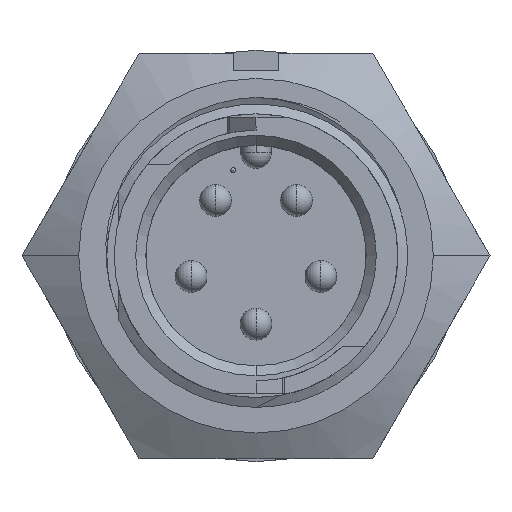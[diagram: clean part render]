
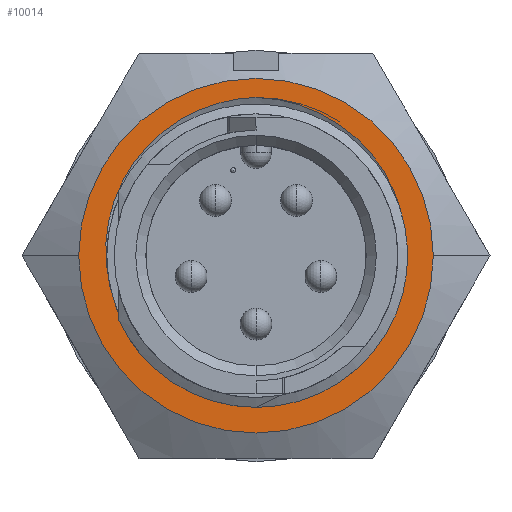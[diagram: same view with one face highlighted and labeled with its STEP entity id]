
A CAD part, top view. The second image highlights one B-rep face of the part: STEP entity #10014.
In plain terms, the highlighted planar face has unit normal (0, 0, 1).
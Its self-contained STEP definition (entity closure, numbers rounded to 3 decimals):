
#53 = DIRECTION ( 'NONE',  ( 0., 0., 1. ) ) ;
#120 = CARTESIAN_POINT ( 'NONE',  ( 3.795, 6.845, -6.259 ) ) ;
#160 = DIRECTION ( 'NONE',  ( 1., 0., 0. ) ) ;
#172 = CARTESIAN_POINT ( 'NONE',  ( 7.532, -0.351, -6.259 ) ) ;
#394 = VERTEX_POINT ( 'NONE', #4436 ) ;
#433 = CARTESIAN_POINT ( 'NONE',  ( -5.866, -10.16, -6.259 ) ) ;
#546 = FACE_BOUND ( 'NONE', #9652, .T. ) ;
#969 = CARTESIAN_POINT ( 'NONE',  ( -6.555, 4.03, -6.259 ) ) ;
#1067 = CARTESIAN_POINT ( 'NONE',  ( 7.466, -0.913, -6.259 ) ) ;
#1080 = CARTESIAN_POINT ( 'NONE',  ( -1.142, 7.839, -6.259 ) ) ;
#1179 = EDGE_CURVE ( 'NONE', #7537, #9897, #8939, .T. ) ;
#1183 = CARTESIAN_POINT ( 'NONE',  ( 5.145, 5.822, -6.259 ) ) ;
#1188 = AXIS2_PLACEMENT_3D ( 'NONE', #3867, #7688, #10357 ) ;
#1350 = AXIS2_PLACEMENT_3D ( 'NONE', #433, #5074, #2271 ) ;
#1375 = CIRCLE ( 'NONE', #1188, 8.89 ) ;
#1504 = EDGE_CURVE ( 'NONE', #7609, #3340, #3028, .T. ) ;
#1655 = CARTESIAN_POINT ( 'NONE',  ( 7.334, -1.47, -6.259 ) ) ;
#1704 = AXIS2_PLACEMENT_3D ( 'NONE', #2834, #53, #160 ) ;
#1853 = CARTESIAN_POINT ( 'NONE',  ( -7.225, 2.475, -6.259 ) ) ;
#1957 = CARTESIAN_POINT ( 'NONE',  ( 2.242, 7.558, -6.259 ) ) ;
#2027 = CARTESIAN_POINT ( 'NONE',  ( -7.517, -0.343, -6.259 ) ) ;
#2131 = CARTESIAN_POINT ( 'NONE',  ( 6.255, 4.516, -6.259 ) ) ;
#2271 = DIRECTION ( 'NONE',  ( -1., 0., 0. ) ) ;
#2518 = CARTESIAN_POINT ( 'NONE',  ( 0.57, 7.904, -6.259 ) ) ;
#2834 = CARTESIAN_POINT ( 'NONE',  ( 0., 0., -6.259 ) ) ;
#2937 = EDGE_CURVE ( 'NONE', #394, #3340, #10817, .T. ) ;
#2956 = CARTESIAN_POINT ( 'NONE',  ( 4.269, 6.536, -6.259 ) ) ;
#3014 = CARTESIAN_POINT ( 'NONE',  ( 5.55, 5.413, -6.259 ) ) ;
#3028 = CIRCLE ( 'NONE', #1704, 7.48 ) ;
#3082 = CARTESIAN_POINT ( 'NONE',  ( 1.136, 7.824, -6.259 ) ) ;
#3340 = VERTEX_POINT ( 'NONE', #1655 ) ;
#3406 = CARTESIAN_POINT ( 'NONE',  ( 0., 7.938, -6.259 ) ) ;
#3517 = ORIENTED_EDGE ( 'NONE', *, *, #1504, .F. ) ;
#3806 = CARTESIAN_POINT ( 'NONE',  ( 2.774, 7.36, -6.259 ) ) ;
#3867 = CARTESIAN_POINT ( 'NONE',  ( 0., 0., -6.259 ) ) ;
#3879 = CARTESIAN_POINT ( 'NONE',  ( -2.787, 7.354, -6.259 ) ) ;
#4070 = PLANE ( 'NONE',  #1350 ) ;
#4249 = CARTESIAN_POINT ( 'NONE',  ( 0.286, 7.929, -6.259 ) ) ;
#4260 = ORIENTED_EDGE ( 'NONE', *, *, #10543, .T. ) ;
#4436 = CARTESIAN_POINT ( 'NONE',  ( 0., 7.938, -6.259 ) ) ;
#4492 = ORIENTED_EDGE ( 'NONE', *, *, #7279, .F. ) ;
#4659 = CARTESIAN_POINT ( 'NONE',  ( -5.156, 5.813, -6.259 ) ) ;
#4828 = CARTESIAN_POINT ( 'NONE',  ( -7.334, -1.47, -6.259 ) ) ;
#5074 = DIRECTION ( 'NONE',  ( 0., 0., -1. ) ) ;
#5106 = CARTESIAN_POINT ( 'NONE',  ( 8.89, 0., -6.259 ) ) ;
#5486 = CARTESIAN_POINT ( 'NONE',  ( -7.04, 3.009, -6.259 ) ) ;
#5551 = CARTESIAN_POINT ( 'NONE',  ( -6.251, 4.521, -6.259 ) ) ;
#5591 = CARTESIAN_POINT ( 'NONE',  ( 7.475, 1.355, -6.259 ) ) ;
#5722 = CARTESIAN_POINT ( 'NONE',  ( -7.45, -0.91, -6.259 ) ) ;
#5770 = CARTESIAN_POINT ( 'NONE',  ( 6.557, 4.028, -6.259 ) ) ;
#6001 = CARTESIAN_POINT ( 'NONE',  ( -7.334, -1.47, -6.259 ) ) ;
#6113 = ORIENTED_EDGE ( 'NONE', *, *, #1179, .F. ) ;
#6457 = CARTESIAN_POINT ( 'NONE',  ( -8.89, 0., -6.259 ) ) ;
#6499 = CARTESIAN_POINT ( 'NONE',  ( -3.795, 6.844, -6.259 ) ) ;
#6615 = CARTESIAN_POINT ( 'NONE',  ( 0., 7.938, -6.259 ) ) ;
#6721 = EDGE_LOOP ( 'NONE', ( #4492, #6113 ) ) ;
#6846 = AXIS2_PLACEMENT_3D ( 'NONE', #11758, #11640, #7222 ) ;
#7222 = DIRECTION ( 'NONE',  ( -1., 0., 0. ) ) ;
#7279 = EDGE_CURVE ( 'NONE', #9897, #7537, #1375, .T. ) ;
#7402 = CARTESIAN_POINT ( 'NONE',  ( -0.572, 7.92, -6.259 ) ) ;
#7521 = CARTESIAN_POINT ( 'NONE',  ( -2.248, 7.557, -6.259 ) ) ;
#7537 = VERTEX_POINT ( 'NONE', #5106 ) ;
#7609 = VERTEX_POINT ( 'NONE', #6001 ) ;
#7624 = CARTESIAN_POINT ( 'NONE',  ( 7.23, 2.457, -6.259 ) ) ;
#7688 = DIRECTION ( 'NONE',  ( 0., 0., -1. ) ) ;
#8292 = CARTESIAN_POINT ( 'NONE',  ( -4.27, 6.536, -6.259 ) ) ;
#8390 = CARTESIAN_POINT ( 'NONE',  ( 7.047, 2.994, -6.259 ) ) ;
#8406 = CARTESIAN_POINT ( 'NONE',  ( -5.552, 5.41, -6.259 ) ) ;
#8939 = CIRCLE ( 'NONE', #6846, 8.89 ) ;
#9229 = CARTESIAN_POINT ( 'NONE',  ( 7.537, 0.781, -6.259 ) ) ;
#9413 = CARTESIAN_POINT ( 'NONE',  ( 7.334, -1.47, -6.259 ) ) ;
#9652 = EDGE_LOOP ( 'NONE', ( #4260, #10754, #3517 ) ) ;
#9897 = VERTEX_POINT ( 'NONE', #6457 ) ;
#10014 = ADVANCED_FACE ( 'NONE', ( #546, #10438 ), #4070, .F. ) ;
#10023 = CARTESIAN_POINT ( 'NONE',  ( -7.536, 0.794, -6.259 ) ) ;
#10251 = CARTESIAN_POINT ( 'NONE',  ( -7.475, 1.358, -6.259 ) ) ;
#10299 = CARTESIAN_POINT ( 'NONE',  ( 1.417, 7.769, -6.259 ) ) ;
#10357 = DIRECTION ( 'NONE',  ( -1., 0., 0. ) ) ;
#10438 = FACE_OUTER_BOUND ( 'NONE', #6721, .T. ) ;
#10543 = EDGE_CURVE ( 'NONE', #7609, #394, #11473, .T. ) ;
#10754 = ORIENTED_EDGE ( 'NONE', *, *, #2937, .T. ) ;
#10817 = B_SPLINE_CURVE_WITH_KNOTS ( 'NONE', 3,
 ( #3406, #4249, #2518, #3082, #10299, #1957, #3806, #120, #2956, #1183, #3014, #2131, #5770, #8390, #7624, #5591, #9229, #172, #1067, #9413 ),
 .UNSPECIFIED., .F., .F.,
 ( 4, 2, 2, 2, 2, 2, 2, 2, 2, 4 ),
 ( 0., 0.001, 0.002, 0.003, 0.005, 0.007, 0.009, 0.01, 0.012, 0.014 ),
 .UNSPECIFIED. ) ;
#10921 = CARTESIAN_POINT ( 'NONE',  ( -7.4, -1.192, -6.259 ) ) ;
#11029 = CARTESIAN_POINT ( 'NONE',  ( -7.534, -0.057, -6.259 ) ) ;
#11473 = B_SPLINE_CURVE_WITH_KNOTS ( 'NONE', 3,
 ( #4828, #10921, #5722, #2027, #11029, #10023, #10251, #1853, #5486, #969, #5551, #8406, #4659, #8292, #6499, #3879, #7521, #1080, #7402, #6615 ),
 .UNSPECIFIED., .F., .F.,
 ( 4, 2, 2, 2, 2, 2, 2, 2, 2, 4 ),
 ( 0., 0.001, 0.002, 0.003, 0.005, 0.007, 0.009, 0.01, 0.012, 0.014 ),
 .UNSPECIFIED. ) ;
#11640 = DIRECTION ( 'NONE',  ( 0., 0., -1. ) ) ;
#11758 = CARTESIAN_POINT ( 'NONE',  ( 0., 0., -6.259 ) ) ;
